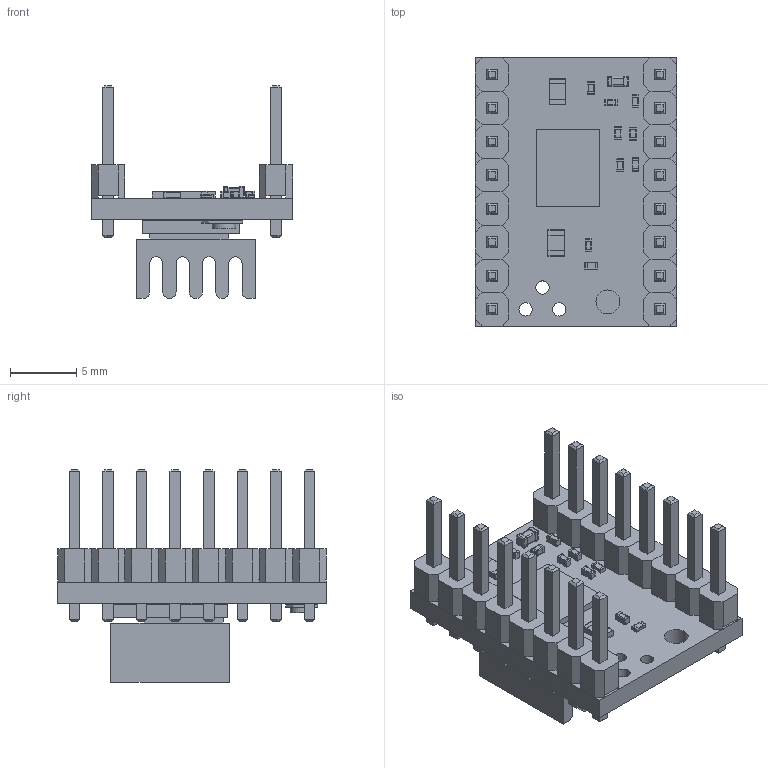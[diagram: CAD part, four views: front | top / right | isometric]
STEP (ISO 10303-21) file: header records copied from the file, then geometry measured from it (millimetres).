
FILE_DESCRIPTION(('FreeCAD Model'),'2;1');
FILE_NAME('Open CASCADE Shape Model','2024-02-16T10:40:42',(''),(''), 'Open CASCADE STEP processor 7.6','FreeCAD','Unknown');
FILE_SCHEMA(('AUTOMOTIVE_DESIGN { 1 0 10303 214 1 1 1 1 }'));
Length unit declared in the file: millimetre
Products named in the file (55): Unnamed; PCB; Board; Free-Models; 1x016; 1x08; 1x009; 1x010; 1x011; 1x012; 1x013; 1x014; 1x015; 1x025; 1x017; 1x018; 1x019; 1x020; 1x021; 1x022; 1x023; 1x024; 1x034; 1x043; R0402; R0403; R0404; R0405; R0805; R0806; R0807; R0808; C0605; C0603; C0604; C0606; C0608; C0402; C0607; C0609 ...
Assembly tree (96 placements, depth 5):
  Unnamed
    PCB
      Board
      Free-Models
        1x016
          1x08
          1x009
          1x010
          1x011
          1x012
          1x013
          1x014
          1x015
        1x025
          1x017
          1x018
          1x019
          1x020
          1x021
          1x022
          1x023
          1x024
        1x034
          1x08
          1x009
          1x010
          1x011
          1x012
          1x013
          1x014
          1x015
        1x043
          1x017
          1x018
          1x019
          1x020
          1x021
          1x022
          1x023
          1x024
        R0402  x2
        R0403  x2
        R0404  x2
        R0405  x2
        R0805  x2
        R0806  x2
        R0807  x2
        R0808  x2
        C0605
          C0603
          C0604
        C0606
        C0608
          C0402
          C0607
        C0609  x7
        C0402001
          C0402
          C0607
        C0402005
Bounding box: 15.24 x 20.32 x 16.12 mm (x, y, z)
Volume: 1152 mm3; surface area: 2901.6 mm2
Topology: 78 solids, 78 shells, 1087 faces, 2470 edges, 1476 vertices
Faces by surface type: plane 833, cylinder 190, sphere 64
Full cylindrical faces by diameter (mm): 1.016 x19, 1.778 x1, 1.8 x1
Entity records: 15589 total; most frequent: DIRECTION 2426, CARTESIAN_POINT 2390, ORIENTED_EDGE 2220, EDGE_CURVE 1110, LINE 970, VECTOR 970, AXIS2_PLACEMENT_3D 728, VERTEX_POINT 692
